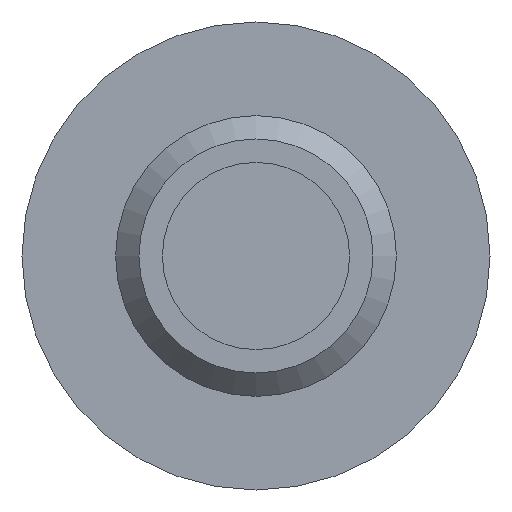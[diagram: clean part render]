
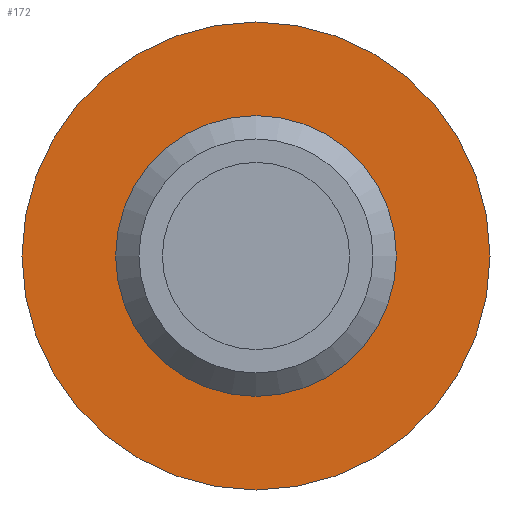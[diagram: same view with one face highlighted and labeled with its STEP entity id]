
A CAD part, front view. The second image highlights one B-rep face of the part: STEP entity #172.
In plain terms, the highlighted planar face has unit normal (0, -1, 0).
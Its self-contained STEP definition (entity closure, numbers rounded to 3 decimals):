
#19=FACE_BOUND('',#51,.T.);
#35=FACE_OUTER_BOUND('',#50,.T.);
#50=EDGE_LOOP('',(#144));
#51=EDGE_LOOP('',(#145));
#79=CIRCLE('',#218,2.261);
#80=CIRCLE('',#220,5.);
#92=VERTEX_POINT('',#321);
#93=VERTEX_POINT('',#325);
#110=EDGE_CURVE('',#92,#92,#79,.T.);
#112=EDGE_CURVE('',#93,#93,#80,.T.);
#144=ORIENTED_EDGE('',*,*,#112,.F.);
#145=ORIENTED_EDGE('',*,*,#110,.T.);
#161=PLANE('',#219);
#172=ADVANCED_FACE('',(#35,#19),#161,.T.);
#218=AXIS2_PLACEMENT_3D('',#322,#271,#272);
#219=AXIS2_PLACEMENT_3D('',#324,#274,#275);
#220=AXIS2_PLACEMENT_3D('',#326,#276,#277);
#271=DIRECTION('center_axis',(0.,1.,0.));
#272=DIRECTION('ref_axis',(1.,0.,0.));
#274=DIRECTION('center_axis',(0.,-1.,0.));
#275=DIRECTION('ref_axis',(0.,0.,-1.));
#276=DIRECTION('center_axis',(0.,1.,0.));
#277=DIRECTION('ref_axis',(1.,0.,0.));
#321=CARTESIAN_POINT('',(2.261,1.75,0.));
#322=CARTESIAN_POINT('Origin',(0.,1.75,0.));
#324=CARTESIAN_POINT('Origin',(-5.,1.75,0.));
#325=CARTESIAN_POINT('',(5.,1.75,0.));
#326=CARTESIAN_POINT('Origin',(0.,1.75,0.));
